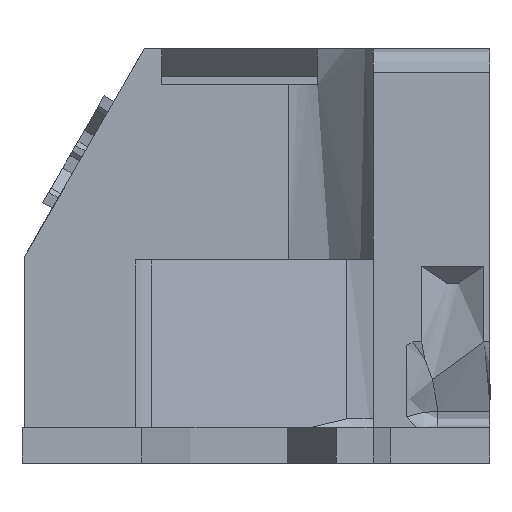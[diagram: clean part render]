
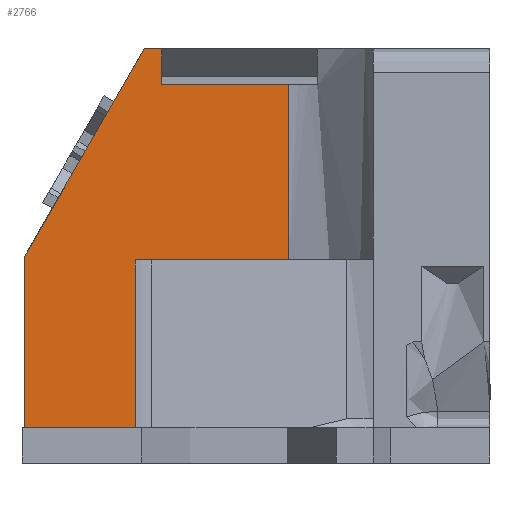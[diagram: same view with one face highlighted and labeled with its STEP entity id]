
A CAD part, left-side view. The second image highlights one B-rep face of the part: STEP entity #2766.
In plain terms, the highlighted planar face has unit normal (-1, 0, 0).
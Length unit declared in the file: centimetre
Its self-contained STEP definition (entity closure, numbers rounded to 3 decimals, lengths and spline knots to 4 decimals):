
#179=PLANE('',#2944);
#305=FACE_OUTER_BOUND('',#459,.T.);
#459=EDGE_LOOP('',(#2206,#2207,#2208,#2209,#2210,#2211,#2212,#2213,#2214));
#672=LINE('',#6200,#914);
#674=LINE('',#6206,#916);
#692=LINE('',#6580,#934);
#693=LINE('',#6582,#935);
#694=LINE('',#6584,#936);
#695=LINE('',#6586,#937);
#696=LINE('',#6588,#938);
#697=LINE('',#6590,#939);
#698=LINE('',#6591,#940);
#914=VECTOR('',#3312,100.);
#916=VECTOR('',#3318,100.);
#934=VECTOR('',#3372,100.);
#935=VECTOR('',#3373,100.);
#936=VECTOR('',#3374,100.);
#937=VECTOR('',#3375,100.);
#938=VECTOR('',#3376,100.);
#939=VECTOR('',#3377,100.);
#940=VECTOR('',#3378,100.);
#1304=VERTEX_POINT('',#6197);
#1305=VERTEX_POINT('',#6199);
#1307=VERTEX_POINT('',#6205);
#1331=VERTEX_POINT('',#6579);
#1332=VERTEX_POINT('',#6581);
#1333=VERTEX_POINT('',#6583);
#1334=VERTEX_POINT('',#6585);
#1335=VERTEX_POINT('',#6587);
#1336=VERTEX_POINT('',#6589);
#1631=EDGE_CURVE('',#1305,#1304,#672,.T.);
#1634=EDGE_CURVE('',#1307,#1305,#674,.T.);
#1673=EDGE_CURVE('',#1304,#1331,#692,.T.);
#1674=EDGE_CURVE('',#1331,#1332,#693,.T.);
#1675=EDGE_CURVE('',#1333,#1332,#694,.T.);
#1676=EDGE_CURVE('',#1333,#1334,#695,.T.);
#1677=EDGE_CURVE('',#1335,#1334,#696,.T.);
#1678=EDGE_CURVE('',#1336,#1335,#697,.T.);
#1679=EDGE_CURVE('',#1307,#1336,#698,.T.);
#2206=ORIENTED_EDGE('',*,*,#1631,.T.);
#2207=ORIENTED_EDGE('',*,*,#1673,.T.);
#2208=ORIENTED_EDGE('',*,*,#1674,.T.);
#2209=ORIENTED_EDGE('',*,*,#1675,.F.);
#2210=ORIENTED_EDGE('',*,*,#1676,.T.);
#2211=ORIENTED_EDGE('',*,*,#1677,.F.);
#2212=ORIENTED_EDGE('',*,*,#1678,.F.);
#2213=ORIENTED_EDGE('',*,*,#1679,.F.);
#2214=ORIENTED_EDGE('',*,*,#1634,.T.);
#2766=ADVANCED_FACE('',(#305),#179,.T.);
#2944=AXIS2_PLACEMENT_3D('',#6578,#3370,#3371);
#3312=DIRECTION('',(0.,0.,1.));
#3318=DIRECTION('',(0.,-1.,0.));
#3370=DIRECTION('center_axis',(-1.,0.,0.));
#3371=DIRECTION('ref_axis',(0.,-1.,0.));
#3372=DIRECTION('',(0.,1.,0.));
#3373=DIRECTION('',(0.,0.,1.));
#3374=DIRECTION('',(0.,-1.,0.));
#3375=DIRECTION('',(0.,0.5,-0.866));
#3376=DIRECTION('',(0.,0.,1.));
#3377=DIRECTION('',(0.,1.,0.));
#3378=DIRECTION('',(0.,0.,-1.));
#6197=CARTESIAN_POINT('',(-2.5193,-3.7154,1.1855));
#6199=CARTESIAN_POINT('',(-2.5193,-3.7154,-0.2792));
#6200=CARTESIAN_POINT('',(-2.5193,-3.7154,-1.6772));
#6205=CARTESIAN_POINT('',(-2.5193,-2.4387,-0.2792));
#6206=CARTESIAN_POINT('',(-2.5193,-3.1904,-0.2792));
#6578=CARTESIAN_POINT('Origin',(-2.5193,-2.6154,-0.0959));
#6579=CARTESIAN_POINT('',(-2.5193,-2.6595,1.1855));
#6580=CARTESIAN_POINT('',(-2.5193,-3.2375,1.1855));
#6581=CARTESIAN_POINT('',(-2.5193,-2.6595,1.4855));
#6582=CARTESIAN_POINT('',(-2.5193,-2.6595,-0.0959));
#6583=CARTESIAN_POINT('',(-2.5193,-2.5154,1.4855));
#6584=CARTESIAN_POINT('',(-2.5193,-2.6654,1.4855));
#6585=CARTESIAN_POINT('',(-2.5193,-1.5154,-0.2466));
#6586=CARTESIAN_POINT('',(-2.5193,-1.5307,-0.2201));
#6587=CARTESIAN_POINT('',(-2.5193,-1.5154,-1.6772));
#6588=CARTESIAN_POINT('',(-2.5193,-1.5154,-1.6772));
#6589=CARTESIAN_POINT('',(-2.5193,-2.4387,-1.6772));
#6590=CARTESIAN_POINT('',(-2.5193,-2.9095,-1.6772));
#6591=CARTESIAN_POINT('',(-2.5193,-2.4387,-1.6772));
